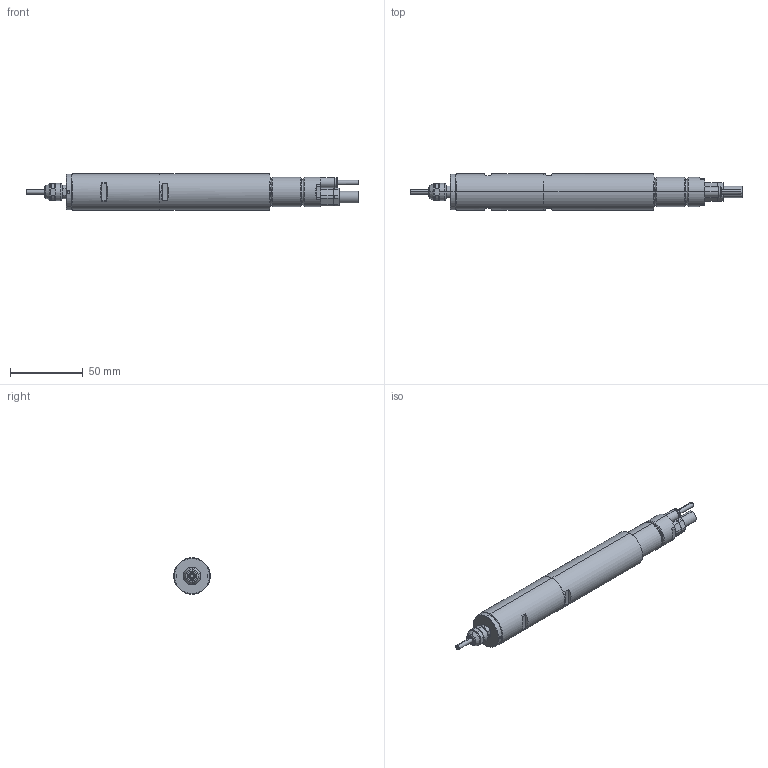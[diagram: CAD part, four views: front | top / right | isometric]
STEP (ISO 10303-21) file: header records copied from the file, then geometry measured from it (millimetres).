
FILE_DESCRIPTION (( 'STEP AP203' ), '1' );
FILE_NAME ('EM25-S6000_ストレートタイプ.STEP', '2021-03-31T08:28:05', ( '' ), ( '' ), 'SwSTEP 2.0', 'SolidWorks 2017', '' );
FILE_SCHEMA (( 'CONFIG_CONTROL_DESIGN' ));
Length unit declared in the file: millimetre
Products named in the file (1): EM25-S6000_ストレートタイプ
Bounding box: 227.57 x 25 x 25 mm (x, y, z)
Volume: 27231.2 mm3; surface area: 33843.4 mm2
Topology: 16 solids, 16 shells, 380 faces, 856 edges, 530 vertices
Faces by surface type: cylinder 137, plane 133, cone 94, bspline 16
Entity records: 11238 total; most frequent: CARTESIAN_POINT 2585, DIRECTION 1907, ORIENTED_EDGE 1696, EDGE_CURVE 848, AXIS2_PLACEMENT_3D 790, VERTEX_POINT 530, EDGE_LOOP 438, CIRCLE 425
